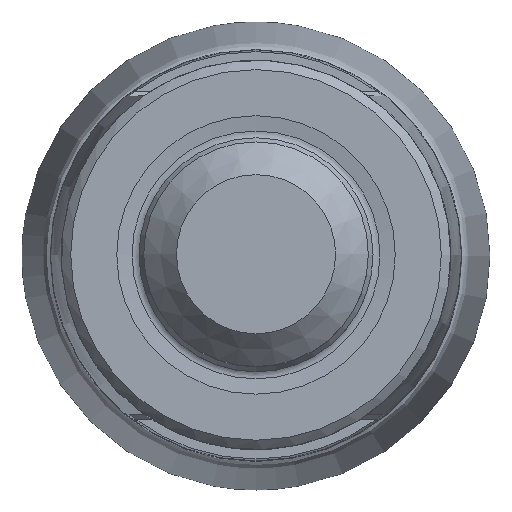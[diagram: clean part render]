
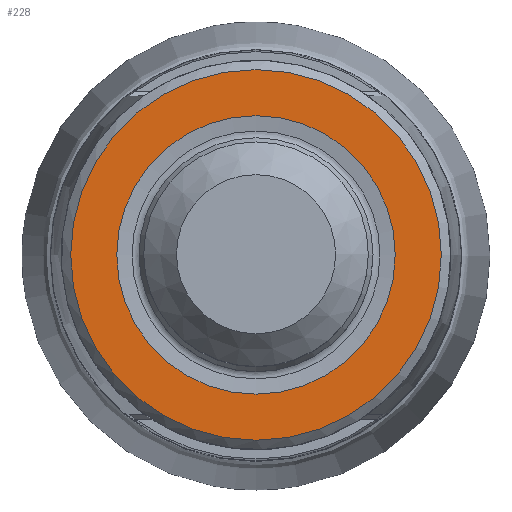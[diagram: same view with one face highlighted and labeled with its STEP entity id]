
A CAD part, top view. The second image highlights one B-rep face of the part: STEP entity #228.
In plain terms, the highlighted planar face has unit normal (0, 0, 1).
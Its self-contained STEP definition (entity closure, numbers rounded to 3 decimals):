
#156=PLANE('',#836);
#228=ADVANCED_FACE('CLONE_TP_FACE',(#291,#292),#156,.T.);
#291=FACE_BOUND('',#364,.T.);
#292=FACE_BOUND('',#365,.T.);
#364=EDGE_LOOP('',(#494));
#365=EDGE_LOOP('',(#495));
#494=ORIENTED_EDGE('',*,*,#624,.T.);
#495=ORIENTED_EDGE('',*,*,#623,.F.);
#557=VERTEX_POINT('',#1277);
#558=VERTEX_POINT('',#1281);
#623=EDGE_CURVE('',#557,#557,#660,.T.);
#624=EDGE_CURVE('',#558,#558,#661,.T.);
#660=CIRCLE('',#832,7.439);
#661=CIRCLE('',#835,9.9);
#832=AXIS2_PLACEMENT_3D('',#1276,#1024,#1025);
#835=AXIS2_PLACEMENT_3D('',#1280,#1030,#1031);
#836=AXIS2_PLACEMENT_3D('',#1282,#1032,#1033);
#1024=DIRECTION('',(0.,0.,1.));
#1025=DIRECTION('',(1.,0.,0.));
#1030=DIRECTION('',(0.,0.,1.));
#1031=DIRECTION('',(1.,0.,0.));
#1032=DIRECTION('',(0.,0.,1.));
#1033=DIRECTION('',(-1.,0.,0.));
#1276=CARTESIAN_POINT('',(0.,0.,0.));
#1277=CARTESIAN_POINT('',(7.439,0.,0.));
#1280=CARTESIAN_POINT('',(0.,0.,0.));
#1281=CARTESIAN_POINT('',(9.9,0.,0.));
#1282=CARTESIAN_POINT('',(-10.4,0.,0.));
